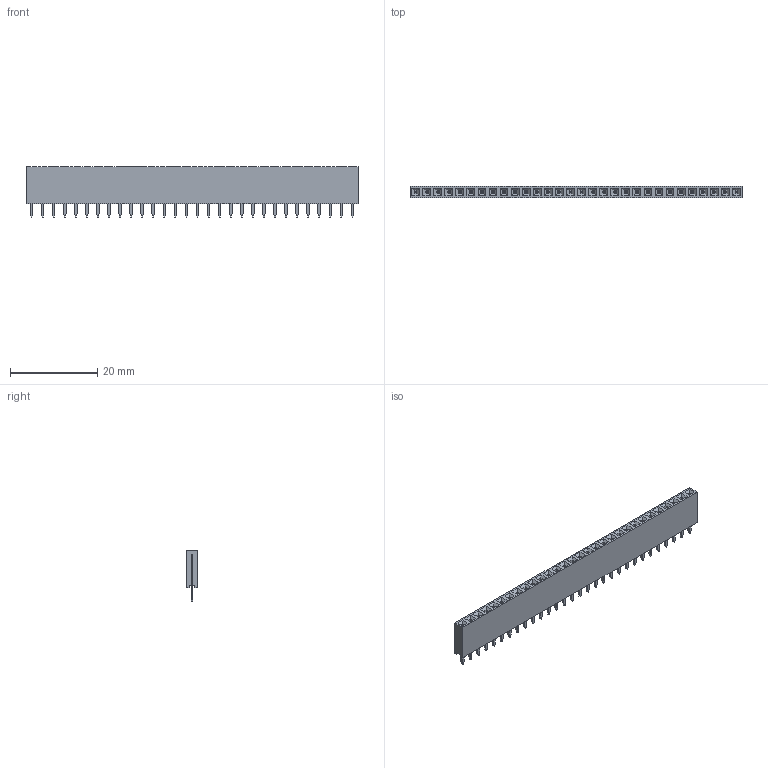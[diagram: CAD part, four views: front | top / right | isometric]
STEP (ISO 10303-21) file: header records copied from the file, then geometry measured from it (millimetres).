
FILE_DESCRIPTION(('STEP AP214'), '1');
FILE_NAME('PBS', '', ('UNSPECIFIED'), ('UNSPECIFIED'), 'ASCON STEP Converter 1.6', 'ASCON Math Kernel', '');
FILE_SCHEMA(('AUTOMOTIVE_DESIGN { 1 0 10303 214 3 1 1}'));
Length unit declared in the file: millimetre
Bounding box: 76.2 x 2.54 x 11.5 mm (x, y, z)
Volume: 1467.1 mm3; surface area: 3108.8 mm2
Topology: 1 solids, 1 shells, 1630 faces, 4464 edges, 2776 vertices
Faces by surface type: plane 1420, cylinder 210
Entity records: 63588 total; most frequent: ORIENTED_EDGE 8928, CARTESIAN_POINT 8871, DIRECTION 8266, EDGE_CURVE 4464, LINE 3924, VECTOR 3924, VERTEX_POINT 2776, AXIS2_PLACEMENT_3D 2171
